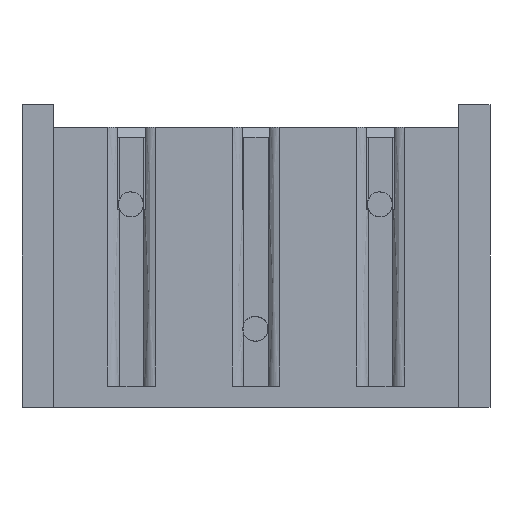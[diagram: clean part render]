
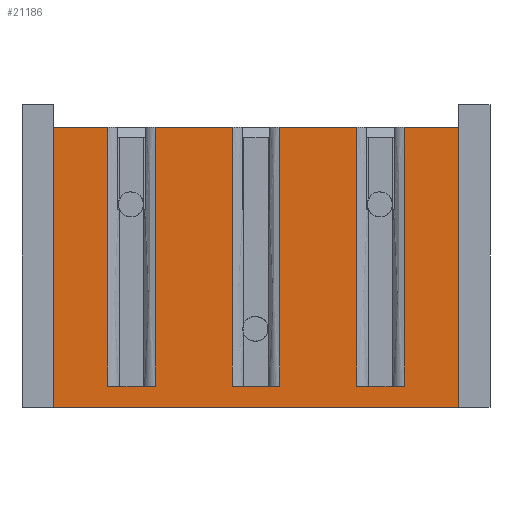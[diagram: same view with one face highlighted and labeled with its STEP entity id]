
A CAD part, left-side view. The second image highlights one B-rep face of the part: STEP entity #21186.
In plain terms, the highlighted free-form (B-spline) face has degree [1, 1] with [2, 2] control points.
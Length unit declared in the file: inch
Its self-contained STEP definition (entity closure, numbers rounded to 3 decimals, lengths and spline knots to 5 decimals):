
#72=DIRECTION('',(0.,1.,0.));
#73=VECTOR('',#72,0.326);
#74=CARTESIAN_POINT('',(-0.188,-0.163,0.));
#75=LINE('',#74,#73);
#2736=DIRECTION('',(0.,-1.,0.));
#2737=VECTOR('',#2736,0.044);
#2738=CARTESIAN_POINT('',(-0.188,-0.119,0.225));
#2739=LINE('',#2738,#2737);
#2817=DIRECTION('',(0.,-1.,0.));
#2818=VECTOR('',#2817,0.044);
#2819=CARTESIAN_POINT('',(-0.188,0.163,0.225));
#2820=LINE('',#2819,#2818);
#3355=DIRECTION('',(0.,-1.,0.));
#3356=VECTOR('',#3355,0.062);
#3357=CARTESIAN_POINT('',(-0.188,0.081,0.225));
#3358=LINE('',#3357,#3356);
#3641=DIRECTION('',(0.,1.,0.));
#3642=VECTOR('',#3641,0.038);
#3643=CARTESIAN_POINT('',(-0.188,-0.019,0.017));
#3644=LINE('',#3643,#3642);
#4150=DIRECTION('',(0.,-1.,0.));
#4151=VECTOR('',#4150,0.062);
#4152=CARTESIAN_POINT('',(-0.188,-0.019,0.225));
#4153=LINE('',#4152,#4151);
#4419=DIRECTION('',(0.,1.,0.));
#4420=VECTOR('',#4419,0.038);
#4421=CARTESIAN_POINT('',(-0.188,-0.119,0.017));
#4422=LINE('',#4421,#4420);
#4623=DIRECTION('',(0.,0.,1.));
#4624=VECTOR('',#4623,0.208);
#4625=CARTESIAN_POINT('',(-0.188,-0.081,0.017));
#4626=LINE('',#4625,#4624);
#4688=DIRECTION('',(0.,0.,1.));
#4689=VECTOR('',#4688,0.225);
#4690=CARTESIAN_POINT('',(-0.188,0.163,0.));
#4691=LINE('',#4690,#4689);
#4695=DIRECTION('',(0.,0.,1.));
#4696=VECTOR('',#4695,0.208);
#4697=CARTESIAN_POINT('',(-0.188,0.081,0.017));
#4698=LINE('',#4697,#4696);
#4702=DIRECTION('',(0.,0.,-1.));
#4703=VECTOR('',#4702,0.208);
#4704=CARTESIAN_POINT('',(-0.188,0.019,0.225));
#4705=LINE('',#4704,#4703);
#4709=DIRECTION('',(0.,0.,1.));
#4710=VECTOR('',#4709,0.208);
#4711=CARTESIAN_POINT('',(-0.188,-0.019,0.017));
#4712=LINE('',#4711,#4710);
#4716=DIRECTION('',(0.,0.,1.));
#4717=VECTOR('',#4716,0.208);
#4718=CARTESIAN_POINT('',(-0.188,-0.119,0.017));
#4719=LINE('',#4718,#4717);
#4723=DIRECTION('',(0.,0.,-1.));
#4724=VECTOR('',#4723,0.225);
#4725=CARTESIAN_POINT('',(-0.188,-0.163,0.225));
#4726=LINE('',#4725,#4724);
#5265=DIRECTION('',(0.,0.,1.));
#5266=VECTOR('',#5265,0.208);
#5267=CARTESIAN_POINT('',(-0.188,0.119,0.017));
#5268=LINE('',#5267,#5266);
#5453=DIRECTION('',(0.,1.,0.));
#5454=VECTOR('',#5453,0.038);
#5455=CARTESIAN_POINT('',(-0.188,0.081,0.017));
#5456=LINE('',#5455,#5454);
#15625=CARTESIAN_POINT('',(-0.188,-0.163,0.));
#15627=VERTEX_POINT('',#15625);
#15628=CARTESIAN_POINT('',(-0.188,0.163,0.));
#15629=VERTEX_POINT('',#15628);
#15860=CARTESIAN_POINT('',(-0.188,-0.019,0.017));
#15861=CARTESIAN_POINT('',(-0.188,0.019,0.017));
#15862=VERTEX_POINT('',#15860);
#15863=VERTEX_POINT('',#15861);
#15872=CARTESIAN_POINT('',(-0.188,0.081,0.017));
#15873=CARTESIAN_POINT('',(-0.188,0.119,0.017));
#15874=VERTEX_POINT('',#15872);
#15875=VERTEX_POINT('',#15873);
#15888=CARTESIAN_POINT('',(-0.188,-0.119,0.017));
#15889=CARTESIAN_POINT('',(-0.188,-0.081,0.017));
#15890=VERTEX_POINT('',#15888);
#15891=VERTEX_POINT('',#15889);
#15910=CARTESIAN_POINT('',(-0.188,-0.019,0.225));
#15911=VERTEX_POINT('',#15910);
#15912=CARTESIAN_POINT('',(-0.188,-0.081,0.225));
#15913=VERTEX_POINT('',#15912);
#15946=CARTESIAN_POINT('',(-0.188,0.081,0.225));
#15947=VERTEX_POINT('',#15946);
#15948=CARTESIAN_POINT('',(-0.188,0.019,0.225));
#15949=VERTEX_POINT('',#15948);
#15962=CARTESIAN_POINT('',(-0.188,-0.119,0.225));
#15963=VERTEX_POINT('',#15962);
#15964=CARTESIAN_POINT('',(-0.188,0.119,0.225));
#15966=VERTEX_POINT('',#15964);
#15995=CARTESIAN_POINT('',(-0.188,-0.163,0.225));
#15997=VERTEX_POINT('',#15995);
#15999=CARTESIAN_POINT('',(-0.188,0.163,0.225));
#16001=VERTEX_POINT('',#15999);
#21159=CARTESIAN_POINT('',(-0.188,-0.16952,-0.0045));
#21160=CARTESIAN_POINT('',(-0.188,-0.16952,0.2295));
#21161=CARTESIAN_POINT('',(-0.188,0.16952,-0.0045));
#21162=CARTESIAN_POINT('',(-0.188,0.16952,0.2295));
#21163=B_SPLINE_SURFACE_WITH_KNOTS('',1,1,((#21159,#21160),(#21161,#21162)),
.UNSPECIFIED.,.F.,.F.,.F.,(2,2),(2,2),(-0.00652,0.33252),(-0.1775,0.0565),
.UNSPECIFIED.);
#21165=ORIENTED_EDGE('',*,*,#21164,.T.);
#21166=ORIENTED_EDGE('',*,*,#19026,.T.);
#21168=ORIENTED_EDGE('',*,*,#21167,.F.);
#21170=ORIENTED_EDGE('',*,*,#21169,.F.);
#21172=ORIENTED_EDGE('',*,*,#21171,.T.);
#21173=ORIENTED_EDGE('',*,*,#19444,.T.);
#21174=ORIENTED_EDGE('',*,*,#19551,.T.);
#21175=ORIENTED_EDGE('',*,*,#19780,.F.);
#21176=ORIENTED_EDGE('',*,*,#19916,.T.);
#21177=ORIENTED_EDGE('',*,*,#20576,.T.);
#21178=ORIENTED_EDGE('',*,*,#21112,.F.);
#21179=ORIENTED_EDGE('',*,*,#20849,.F.);
#21180=ORIENTED_EDGE('',*,*,#20776,.T.);
#21181=ORIENTED_EDGE('',*,*,#18982,.T.);
#21182=ORIENTED_EDGE('',*,*,#18965,.T.);
#21183=ORIENTED_EDGE('',*,*,#18115,.T.);
#21184=EDGE_LOOP('',(#21165,#21166,#21168,#21170,#21172,#21173,#21174,#21175,
#21176,#21177,#21178,#21179,#21180,#21181,#21182,#21183));
#21185=FACE_OUTER_BOUND('',#21184,.F.);
#21186=ADVANCED_FACE('',(#21185),#21163,.F.);
#18115=EDGE_CURVE('',#15627,#15629,#75,.T.);
#18965=EDGE_CURVE('',#15997,#15627,#4726,.T.);
#18982=EDGE_CURVE('',#15963,#15997,#2739,.T.);
#19026=EDGE_CURVE('',#16001,#15966,#2820,.T.);
#19444=EDGE_CURVE('',#15947,#15949,#3358,.T.);
#19551=EDGE_CURVE('',#15949,#15863,#4705,.T.);
#19780=EDGE_CURVE('',#15862,#15863,#3644,.T.);
#19916=EDGE_CURVE('',#15862,#15911,#4712,.T.);
#20576=EDGE_CURVE('',#15911,#15913,#4153,.T.);
#20776=EDGE_CURVE('',#15890,#15963,#4719,.T.);
#20849=EDGE_CURVE('',#15890,#15891,#4422,.T.);
#21112=EDGE_CURVE('',#15891,#15913,#4626,.T.);
#21164=EDGE_CURVE('',#15629,#16001,#4691,.T.);
#21167=EDGE_CURVE('',#15875,#15966,#5268,.T.);
#21169=EDGE_CURVE('',#15874,#15875,#5456,.T.);
#21171=EDGE_CURVE('',#15874,#15947,#4698,.T.);
